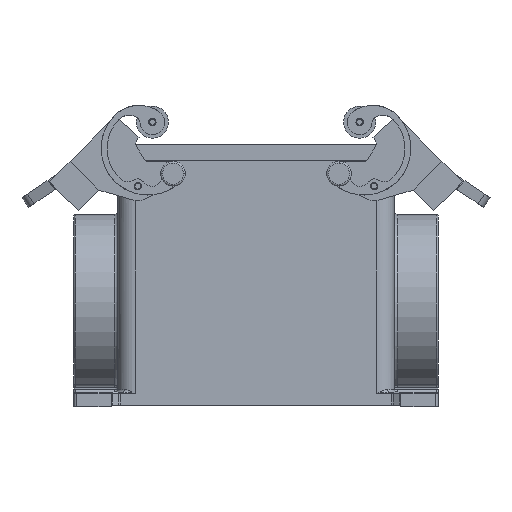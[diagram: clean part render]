
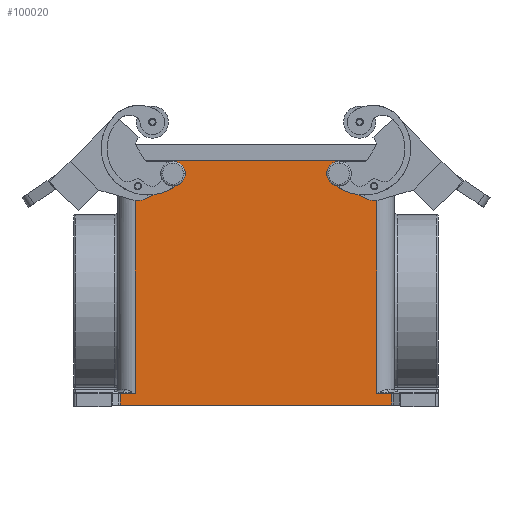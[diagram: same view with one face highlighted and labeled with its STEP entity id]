
A CAD part, front view. The second image highlights one B-rep face of the part: STEP entity #100020.
In plain terms, the highlighted planar face has unit normal (0, -1, 0).
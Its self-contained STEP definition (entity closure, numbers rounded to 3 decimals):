
#9340=CARTESIAN_POINT('',(-28.5,-40.5,26.5));
#9350=VERTEX_POINT('',#9340);
#9530=CARTESIAN_POINT('',(-28.5,-40.5,23.5));
#9540=VERTEX_POINT('',#9530);
#9570=CARTESIAN_POINT('',(-28.5,-40.5,25.));
#9580=DIRECTION('',(0.,1.,0.));
#9590=DIRECTION('',(0.,0.,1.));
#9600=AXIS2_PLACEMENT_3D('',#9570,#9580,#9590);
#9610=CIRCLE('',#9600,1.5);
#9620=EDGE_CURVE('',#9540,#9350,#9610,.T.);
#17690=CARTESIAN_POINT('',(30.,-40.5,25.));
#17700=VERTEX_POINT('',#17690);
#17750=CARTESIAN_POINT('',(28.5,-40.5,25.));
#17760=DIRECTION('',(0.,1.,0.));
#17770=DIRECTION('',(0.,0.,1.));
#17780=AXIS2_PLACEMENT_3D('',#17750,#17760,#17770);
#17790=CIRCLE('',#17780,1.5);
#17800=CARTESIAN_POINT('',(27.,-40.5,25.));
#17810=VERTEX_POINT('',#17800);
#17820=EDGE_CURVE('',#17700,#17810,#17790,.T.);
#57740=CARTESIAN_POINT('',(46.634,-40.5,-50.5));
#57750=DIRECTION('',(0.,0.,-1.));
#57760=VECTOR('',#57750,4.);
#57770=LINE('',#57740,#57760);
#57780=CARTESIAN_POINT('',(46.634,-40.5,-50.5));
#57790=VERTEX_POINT('',#57780);
#57800=CARTESIAN_POINT('',(46.634,-40.5,-54.5));
#57810=VERTEX_POINT('',#57800);
#57820=EDGE_CURVE('',#57790,#57810,#57770,.T.);
#70960=CARTESIAN_POINT('',(-46.634,-40.5,-50.5));
#70970=VERTEX_POINT('',#70960);
#71000=CARTESIAN_POINT('',(-46.634,-40.5,-54.5));
#71010=DIRECTION('',(0.,0.,1.));
#71020=VECTOR('',#71010,4.);
#71030=LINE('',#71000,#71020);
#71040=CARTESIAN_POINT('',(-46.634,-40.5,-54.5));
#71050=VERTEX_POINT('',#71040);
#71060=EDGE_CURVE('',#71050,#70970,#71030,.T.);
#75520=CARTESIAN_POINT('',(41.5,-40.5,-50.5));
#75530=DIRECTION('',(1.,0.,0.));
#75540=VECTOR('',#75530,5.134);
#75550=LINE('',#75520,#75540);
#75560=CARTESIAN_POINT('',(41.5,-40.5,-50.5));
#75570=VERTEX_POINT('',#75560);
#75580=EDGE_CURVE('',#75570,#57790,#75550,.T.);
#77660=CARTESIAN_POINT('',(-41.5,-40.5,-50.5));
#77670=VERTEX_POINT('',#77660);
#77720=CARTESIAN_POINT('',(-46.634,-40.5,-50.5));
#77730=DIRECTION('',(1.,0.,0.));
#77740=VECTOR('',#77730,5.134);
#77750=LINE('',#77720,#77740);
#77760=EDGE_CURVE('',#70970,#77670,#77750,.T.);
#86670=CARTESIAN_POINT('',(-41.5,-40.5,29.5));
#86680=VERTEX_POINT('',#86670);
#86710=CARTESIAN_POINT('',(-41.5,-40.5,-50.5));
#86720=DIRECTION('',(0.,0.,1.));
#86730=VECTOR('',#86720,80.);
#86740=LINE('',#86710,#86730);
#86750=EDGE_CURVE('',#77670,#86680,#86740,.T.);
#93870=CARTESIAN_POINT('',(41.5,-40.5,-50.5));
#93880=DIRECTION('',(0.,0.,1.));
#93890=VECTOR('',#93880,80.);
#93900=LINE('',#93870,#93890);
#93910=CARTESIAN_POINT('',(41.5,-40.5,29.5));
#93920=VERTEX_POINT('',#93910);
#93930=EDGE_CURVE('',#75570,#93920,#93900,.T.);
#99630=CARTESIAN_POINT('',(41.5,-40.5,1.5));
#99640=DIRECTION('',(0.,-1.,0.));
#99650=DIRECTION('',(0.,0.,-1.));
#99660=AXIS2_PLACEMENT_3D('',#99630,#99640,#99650);
#99670=PLANE('',#99660);
#99680=CARTESIAN_POINT('',(41.5,-40.5,29.5));
#99690=DIRECTION('',(-1.,0.,0.));
#99700=VECTOR('',#99690,83.);
#99710=LINE('',#99680,#99700);
#99720=EDGE_CURVE('',#93920,#86680,#99710,.T.);
#99730=ORIENTED_EDGE('',*,*,#99720,.T.);
#99740=ORIENTED_EDGE('',*,*,#93930,.T.);
#99750=ORIENTED_EDGE('',*,*,#75580,.F.);
#99760=ORIENTED_EDGE('',*,*,#57820,.F.);
#99770=CARTESIAN_POINT('',(46.634,-40.5,-54.5));
#99780=DIRECTION('',(-1.,0.,0.));
#99790=VECTOR('',#99780,93.268);
#99800=LINE('',#99770,#99790);
#99810=EDGE_CURVE('',#57810,#71050,#99800,.T.);
#99820=ORIENTED_EDGE('',*,*,#99810,.F.);
#99830=ORIENTED_EDGE('',*,*,#71060,.F.);
#99840=ORIENTED_EDGE('',*,*,#77760,.F.);
#99850=ORIENTED_EDGE('',*,*,#86750,.F.);
#99860=EDGE_LOOP('',(#99850,#99840,#99830,#99820,#99760,#99750,#99740,
#99730));
#99870=FACE_OUTER_BOUND('',#99860,.T.);
#99880=ORIENTED_EDGE('',*,*,#17820,.T.);
#99890=CARTESIAN_POINT('',(28.5,-40.5,26.5));
#99900=VERTEX_POINT('',#99890);
#99910=EDGE_CURVE('',#99900,#17700,#17790,.T.);
#99920=ORIENTED_EDGE('',*,*,#99910,.T.);
#99930=EDGE_CURVE('',#17810,#99900,#17790,.T.);
#99940=ORIENTED_EDGE('',*,*,#99930,.T.);
#99950=EDGE_LOOP('',(#99940,#99920,#99880));
#99960=FACE_BOUND('',#99950,.T.);
#99970=EDGE_CURVE('',#9350,#9540,#9610,.T.);
#99980=ORIENTED_EDGE('',*,*,#99970,.T.);
#99990=ORIENTED_EDGE('',*,*,#9620,.T.);
#100000=EDGE_LOOP('',(#99990,#99980));
#100010=FACE_BOUND('',#100000,.T.);
#100020=ADVANCED_FACE('',(#99870,#99960,#100010),#99670,.T.);
